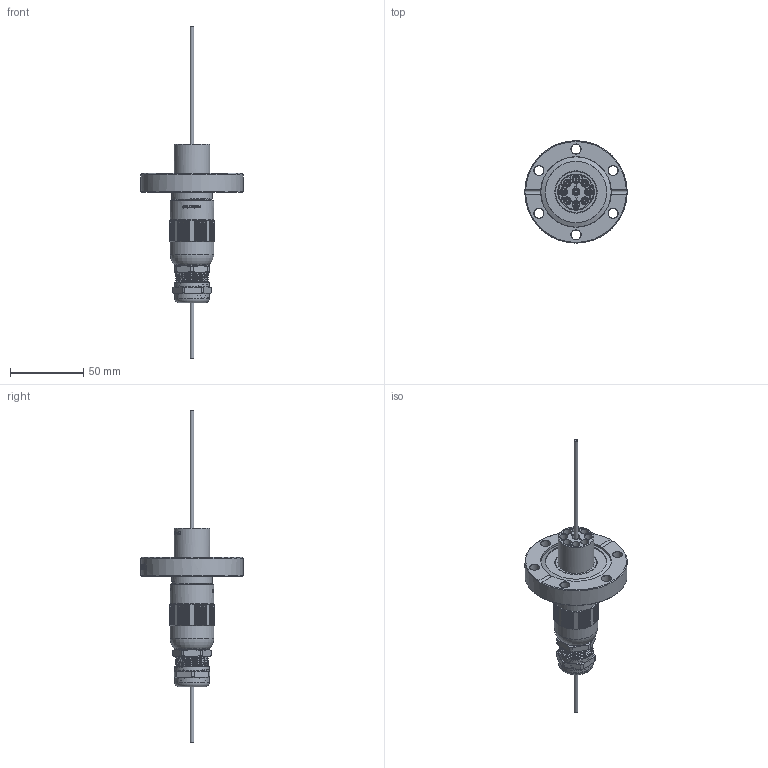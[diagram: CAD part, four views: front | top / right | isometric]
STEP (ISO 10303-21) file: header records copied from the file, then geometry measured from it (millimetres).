
FILE_DESCRIPTION (( 'STEP AP214' ), '1' );
FILE_NAME ('外发模型(带插头+护线筒)-S-CF40-0825.STEP', '2024-08-21T03:31:19', ( '' ), ( '' ), 'SwSTEP 2.0', 'SolidWorks 2020', '' );
FILE_SCHEMA (( 'AUTOMOTIVE_DESIGN' ));
Length unit declared in the file: millimetre
Products named in the file (21): 俋楷耀倰-XF-8P25H-AIR-PPS; 萇盄蝶々-2.5; 俋楷耀倰-XF-8P25H-VAC-PPS; 誘盄芠-CPC-M28D14; 萇盄囀郋-2.5; 誘盄芠俋褲-CPC-M28D14; 俋楷耀倰-Z-XF-8P25H-AIR-PPS; 囀郋躇猾杶 10-14; 外发模型(带插头+护线筒)-S-CF40-0825; 俋楷耀倰-FL-S-D28-0825-L85-L95; 外发模型-CFG-2525-带定位爪; FL-CF40-D28; 俋楷耀倰-Z-S-D28-0825-L85-L95; 誘盄芠囀郋-FTL14-M20NX; 俋楷耀倰-Z-XF-8P25H-VAC-PPS; NDL-D25L216; 俋楷耀倰-Z-CFG+萇盄-2.5; 俋楷耀倰-S-D28-0825-L85-L95; 囀郋彶踡蛈 10-14; M3-16-4 - 坋趼芛; 誘盄芠蹟簽-LT14-PG16
Assembly tree (29 placements, depth 5):
  外发模型(带插头+护线筒)-S-CF40-0825
    FL-CF40-D28
    俋楷耀倰-Z-S-D28-0825-L85-L95
      俋楷耀倰-S-D28-0825-L85-L95
        俋楷耀倰-FL-S-D28-0825-L85-L95
        NDL-D25L216  x8
      俋楷耀倰-Z-XF-8P25H-VAC-PPS
        俋楷耀倰-XF-8P25H-VAC-PPS
        M3-16-4 - 坋趼芛
        俋楷耀倰-Z-CFG+萇盄-2.5
          萇盄囀郋-2.5
          萇盄蝶々-2.5
          外发模型-CFG-2525-带定位爪
      俋楷耀倰-Z-XF-8P25H-AIR-PPS
        俋楷耀倰-XF-8P25H-AIR-PPS
        M3-16-4 - 坋趼芛
        俋楷耀倰-Z-CFG+萇盄-2.5
          萇盄囀郋-2.5
          萇盄蝶々-2.5
          外发模型-CFG-2525-带定位爪
      誘盄芠-CPC-M28D14
        誘盄芠俋褲-CPC-M28D14
        誘盄芠囀郋-FTL14-M20NX
          誘盄芠蹟簽-LT14-PG16
          囀郋躇猾杶 10-14
          囀郋彶踡蛈 10-14
Bounding box: 70 x 70 x 227.2 mm (x, y, z)
Volume: 76579.8 mm3; surface area: 56066.5 mm2
Topology: 24 solids, 24 shells, 949 faces, 3027 edges, 2277 vertices
Faces by surface type: plane 594, cylinder 245, cone 46, bspline 38, torus 26
Full cylindrical faces by diameter (mm): 0.8 x2, 1.8 x2, 1.85 x4, 2.4 x2, 2.5 x35, 2.55 x2, 3.5 x2, 3.8 x2, 4 x4, 4.2 x20, 4.5 x2, 4.9 x4, 5.4 x16, 5.5 x2, 6.6 x6, 14.2 x2, 14.5 x1, 17.4 x2, 19.2 x1, 19.3 x1, 19.7 x1, 20 x1, 23.7 x3, 24.5 x2, 26.5 x1, 28 x5, 28.5 x1, 30 x2, 48.3 x1, 70 x1
Entity records: 48410 total; most frequent: CARTESIAN_POINT 25536, ORIENTED_EDGE 5134, DIRECTION 3514, EDGE_CURVE 2567, VERTEX_POINT 2055, AXIS2_PLACEMENT_3D 1313, EDGE_LOOP 1174, B_SPLINE_CURVE_WITH_KNOTS 1149
